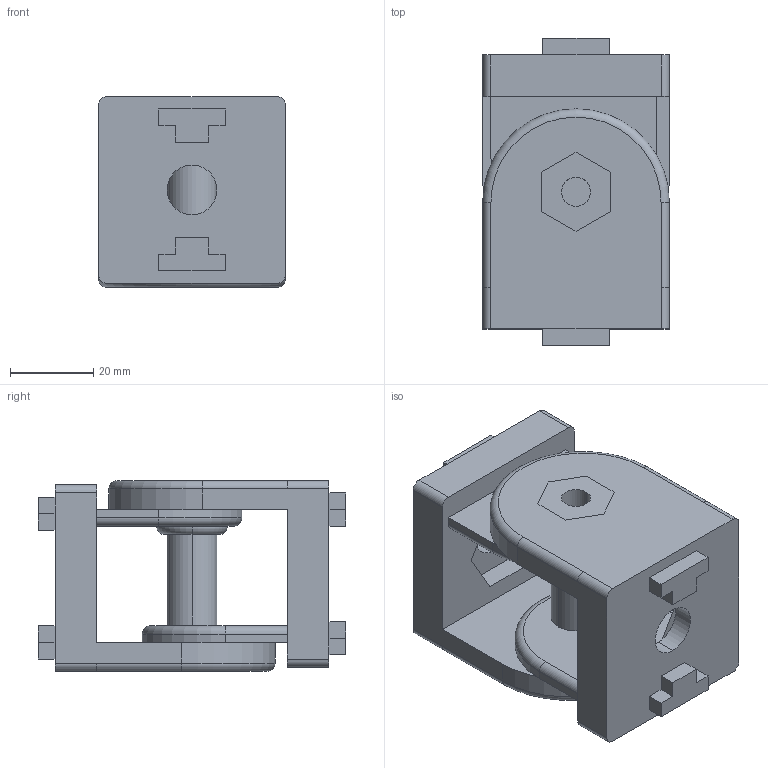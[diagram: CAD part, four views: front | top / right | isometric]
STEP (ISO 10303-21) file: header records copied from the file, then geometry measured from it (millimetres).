
FILE_DESCRIPTION (( 'STEP AP203' ), '1' );
FILE_NAME ('蝓蟈蚾饜.STEP', '2018-01-16T08:10:30', ( 'User' ), ( 'china' ), 'SwSTEP 2.0', 'SolidWorks 2016', '' );
FILE_SCHEMA (( 'CONFIG_CONTROL_DESIGN' ));
Length unit declared in the file: millimetre
Products named in the file (5): 蝓蟈狟; 蝓蟈奻; 蝓蟈粣; 蝓蟈蹟譫; 蝓蟈蚾饜
Assembly tree (5 placements, depth 2):
  蝓蟈蚾饜
    蝓蟈狟
    蝓蟈奻
    蝓蟈粣
    蝓蟈蹟譫  x2
Bounding box: 45 x 74 x 46 mm (x, y, z)
Volume: 71974.7 mm3; surface area: 29266.2 mm2
Topology: 5 solids, 5 shells, 156 faces, 390 edges, 256 vertices
Faces by surface type: plane 106, cylinder 42, torus 8
Entity records: 4925 total; most frequent: DIRECTION 762, CARTESIAN_POINT 760, ORIENTED_EDGE 732, EDGE_CURVE 366, VECTOR 278, LINE 278, AXIS2_PLACEMENT_3D 242, VERTEX_POINT 240
